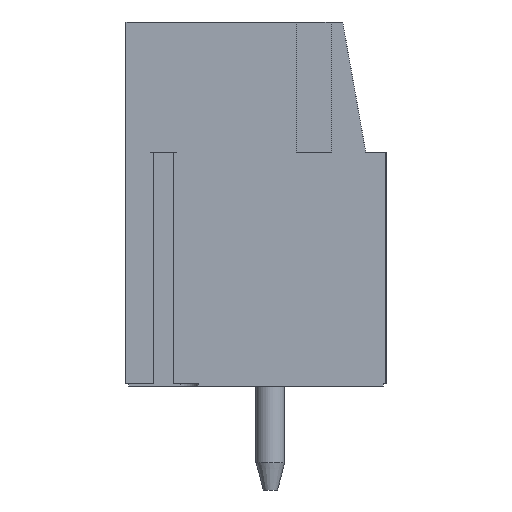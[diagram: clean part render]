
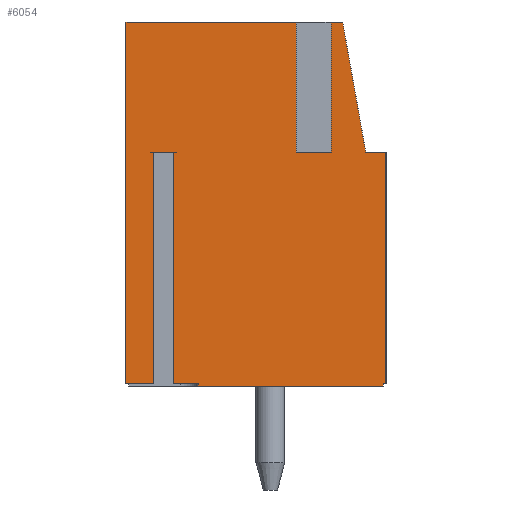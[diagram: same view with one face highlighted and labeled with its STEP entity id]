
A CAD part, left-side view. The second image highlights one B-rep face of the part: STEP entity #6054.
In plain terms, the highlighted planar face has unit normal (-1, 0, 0).
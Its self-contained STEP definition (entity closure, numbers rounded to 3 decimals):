
#803=ORIENTED_EDGE('',*,*,#2374,.F.);
#804=ORIENTED_EDGE('',*,*,#2375,.T.);
#805=ORIENTED_EDGE('',*,*,#2376,.T.);
#806=ORIENTED_EDGE('',*,*,#2285,.F.);
#807=ORIENTED_EDGE('',*,*,#2377,.T.);
#808=ORIENTED_EDGE('',*,*,#2333,.T.);
#809=ORIENTED_EDGE('',*,*,#2378,.F.);
#810=ORIENTED_EDGE('',*,*,#2379,.F.);
#811=ORIENTED_EDGE('',*,*,#2380,.T.);
#812=ORIENTED_EDGE('',*,*,#2359,.T.);
#813=ORIENTED_EDGE('',*,*,#2381,.F.);
#814=ORIENTED_EDGE('',*,*,#2382,.F.);
#815=ORIENTED_EDGE('',*,*,#2383,.T.);
#816=ORIENTED_EDGE('',*,*,#2324,.T.);
#817=ORIENTED_EDGE('',*,*,#2384,.F.);
#818=ORIENTED_EDGE('',*,*,#2385,.T.);
#819=ORIENTED_EDGE('',*,*,#2386,.T.);
#820=ORIENTED_EDGE('',*,*,#2289,.F.);
#2285=EDGE_CURVE('',#3096,#3097,#3669,.T.);
#2289=EDGE_CURVE('',#3100,#3101,#3673,.T.);
#2324=EDGE_CURVE('',#3133,#3132,#3703,.T.);
#2333=EDGE_CURVE('',#3142,#3141,#3711,.T.);
#2359=EDGE_CURVE('',#3168,#3166,#3734,.T.);
#2374=EDGE_CURVE('',#3177,#3100,#3749,.T.);
#2375=EDGE_CURVE('',#3177,#3178,#3750,.T.);
#2376=EDGE_CURVE('',#3178,#3097,#3751,.T.);
#2377=EDGE_CURVE('',#3096,#3142,#3752,.T.);
#2378=EDGE_CURVE('',#3179,#3141,#3753,.T.);
#2379=EDGE_CURVE('',#3180,#3179,#3754,.T.);
#2380=EDGE_CURVE('',#3180,#3168,#3755,.T.);
#2381=EDGE_CURVE('',#3181,#3166,#3756,.T.);
#2382=EDGE_CURVE('',#3182,#3181,#3757,.T.);
#2383=EDGE_CURVE('',#3182,#3133,#3758,.T.);
#2384=EDGE_CURVE('',#3183,#3132,#3759,.T.);
#2385=EDGE_CURVE('',#3183,#3184,#3760,.T.);
#2386=EDGE_CURVE('',#3184,#3101,#3761,.T.);
#3096=VERTEX_POINT('',#9431);
#3097=VERTEX_POINT('',#9433);
#3100=VERTEX_POINT('',#9439);
#3101=VERTEX_POINT('',#9441);
#3132=VERTEX_POINT('',#9509);
#3133=VERTEX_POINT('',#9511);
#3141=VERTEX_POINT('',#9527);
#3142=VERTEX_POINT('',#9529);
#3166=VERTEX_POINT('',#9579);
#3168=VERTEX_POINT('',#9582);
#3177=VERTEX_POINT('',#9608);
#3178=VERTEX_POINT('',#9610);
#3179=VERTEX_POINT('',#9614);
#3180=VERTEX_POINT('',#9616);
#3181=VERTEX_POINT('',#9619);
#3182=VERTEX_POINT('',#9621);
#3183=VERTEX_POINT('',#9624);
#3184=VERTEX_POINT('',#9626);
#3669=LINE('',#9432,#4333);
#3673=LINE('',#9440,#4337);
#3703=LINE('',#9510,#4367);
#3711=LINE('',#9528,#4375);
#3734=LINE('',#9581,#4398);
#3749=LINE('',#9607,#4413);
#3750=LINE('',#9609,#4414);
#3751=LINE('',#9611,#4415);
#3752=LINE('',#9612,#4416);
#3753=LINE('',#9613,#4417);
#3754=LINE('',#9615,#4418);
#3755=LINE('',#9617,#4419);
#3756=LINE('',#9618,#4420);
#3757=LINE('',#9620,#4421);
#3758=LINE('',#9622,#4422);
#3759=LINE('',#9623,#4423);
#3760=LINE('',#9625,#4424);
#3761=LINE('',#9627,#4425);
#4333=VECTOR('',#7633,1000.);
#4337=VECTOR('',#7637,1000.);
#4367=VECTOR('',#7683,1000.);
#4375=VECTOR('',#7693,1000.);
#4398=VECTOR('',#7724,1000.);
#4413=VECTOR('',#7743,1000.);
#4414=VECTOR('',#7744,1000.);
#4415=VECTOR('',#7745,1000.);
#4416=VECTOR('',#7746,1000.);
#4417=VECTOR('',#7747,1000.);
#4418=VECTOR('',#7748,1000.);
#4419=VECTOR('',#7749,1000.);
#4420=VECTOR('',#7750,1000.);
#4421=VECTOR('',#7751,1000.);
#4422=VECTOR('',#7752,1000.);
#4423=VECTOR('',#7753,1000.);
#4424=VECTOR('',#7754,1000.);
#4425=VECTOR('',#7755,1000.);
#4966=EDGE_LOOP('',(#803,#804,#805,#806,#807,#808,#809,#810,#811,#812,#813,
#814,#815,#816,#817,#818,#819,#820));
#5390=FACE_BOUND('',#4966,.T.);
#5774=PLANE('',#6842);
#6054=ADVANCED_FACE('',(#5390),#5774,.F.);
#6842=AXIS2_PLACEMENT_3D('',#9606,#7741,#7742);
#7633=DIRECTION('',(0.,-1.,0.));
#7637=DIRECTION('',(0.,-1.,0.));
#7683=DIRECTION('',(0.,-1.,0.));
#7693=DIRECTION('',(0.,-1.,0.));
#7724=DIRECTION('',(0.,-1.,0.));
#7741=DIRECTION('',(1.,0.,0.));
#7742=DIRECTION('',(0.,0.,-1.));
#7743=DIRECTION('',(0.,0.,1.));
#7744=DIRECTION('',(0.,1.,0.));
#7745=DIRECTION('',(0.,0.,1.));
#7746=DIRECTION('',(0.,0.,-1.));
#7747=DIRECTION('',(0.,0.,-1.));
#7748=DIRECTION('',(0.,1.,0.));
#7749=DIRECTION('',(0.,0.,-1.));
#7750=DIRECTION('',(0.,0.,1.));
#7751=DIRECTION('',(0.,1.,0.));
#7752=DIRECTION('',(0.,0.,1.));
#7753=DIRECTION('',(0.,0.,-1.));
#7754=DIRECTION('',(0.,1.,0.));
#7755=DIRECTION('',(0.,0.175,0.985));
#9431=CARTESIAN_POINT('',(-7.5,5.,12.5));
#9432=CARTESIAN_POINT('',(-7.5,5.,12.5));
#9433=CARTESIAN_POINT('',(-7.5,-1.15,12.5));
#9439=CARTESIAN_POINT('',(-7.5,-1.85,12.5));
#9440=CARTESIAN_POINT('',(-7.5,5.,12.5));
#9441=CARTESIAN_POINT('',(-7.5,-2.5,12.5));
#9509=CARTESIAN_POINT('',(-7.5,-4.,0.));
#9510=CARTESIAN_POINT('',(-7.5,5.,0.));
#9511=CARTESIAN_POINT('',(-7.5,-3.9,0.));
#9527=CARTESIAN_POINT('',(-7.5,4.05,0.));
#9528=CARTESIAN_POINT('',(-7.5,5.,0.));
#9529=CARTESIAN_POINT('',(-7.5,5.,0.));
#9579=CARTESIAN_POINT('',(-7.5,2.5,0.));
#9581=CARTESIAN_POINT('',(-7.5,5.,0.));
#9582=CARTESIAN_POINT('',(-7.5,3.35,0.));
#9606=CARTESIAN_POINT('',(-7.5,5.,12.5));
#9607=CARTESIAN_POINT('',(-7.5,-1.85,8.));
#9608=CARTESIAN_POINT('',(-7.5,-1.85,8.));
#9609=CARTESIAN_POINT('',(-7.5,-1.85,8.));
#9610=CARTESIAN_POINT('',(-7.5,-1.15,8.));
#9611=CARTESIAN_POINT('',(-7.5,-1.15,8.));
#9612=CARTESIAN_POINT('',(-7.5,5.,12.5));
#9613=CARTESIAN_POINT('',(-7.5,4.05,8.));
#9614=CARTESIAN_POINT('',(-7.5,4.05,8.));
#9615=CARTESIAN_POINT('',(-7.5,3.35,8.));
#9616=CARTESIAN_POINT('',(-7.5,3.35,8.));
#9617=CARTESIAN_POINT('',(-7.5,3.35,8.));
#9618=CARTESIAN_POINT('',(-7.5,2.5,-0.1));
#9619=CARTESIAN_POINT('',(-7.5,2.5,-0.1));
#9620=CARTESIAN_POINT('',(-7.5,-3.9,-0.1));
#9621=CARTESIAN_POINT('',(-7.5,-3.9,-0.1));
#9622=CARTESIAN_POINT('',(-7.5,-3.9,-0.1));
#9623=CARTESIAN_POINT('',(-7.5,-4.,12.5));
#9624=CARTESIAN_POINT('',(-7.5,-4.,8.));
#9625=CARTESIAN_POINT('',(-7.5,5.,8.));
#9626=CARTESIAN_POINT('',(-7.5,-3.3,8.));
#9627=CARTESIAN_POINT('',(-7.5,-2.27,13.792));
